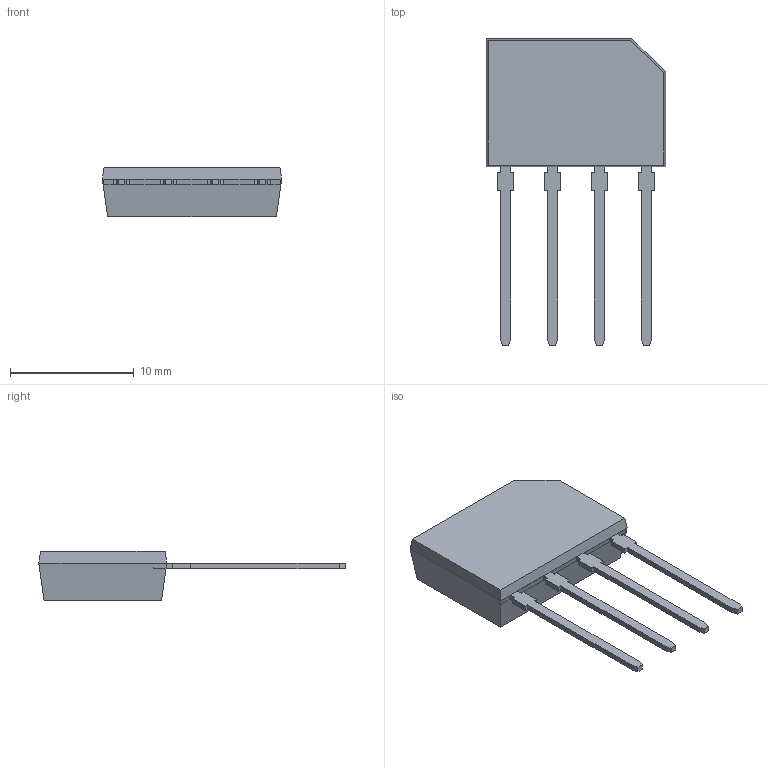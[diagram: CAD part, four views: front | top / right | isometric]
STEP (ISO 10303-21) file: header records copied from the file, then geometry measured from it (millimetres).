
FILE_DESCRIPTION (( 'STEP AP203' ), '1' );
FILE_NAME ('KBPF²Õ¦X¥ó.STEP', '2019-11-01T03:35:01', ( '' ), ( '' ), 'SwSTEP 2.0', 'SolidWorks 2019', '' );
FILE_SCHEMA (( 'CONFIG_CONTROL_DESIGN' ));
Length unit declared in the file: millimetre
Products named in the file (3): KBPF組合件; 零件1^KBPF組合件; kBPF
Assembly tree (2 placements, depth 2):
  KBPF組合件
    kBPF
    零件1^KBPF組合件
Bounding box: 14.5 x 24.78 x 3.98 mm (x, y, z)
Volume: 571.1 mm3; surface area: 689.5 mm2
Topology: 2 solids, 2 shells, 92 faces, 269 edges, 175 vertices
Faces by surface type: plane 92
Entity records: 3286 total; most frequent: CARTESIAN_POINT 541, ORIENTED_EDGE 538, DIRECTION 463, LINE 269, EDGE_CURVE 269, VECTOR 269, VERTEX_POINT 175, AXIS2_PLACEMENT_3D 97
